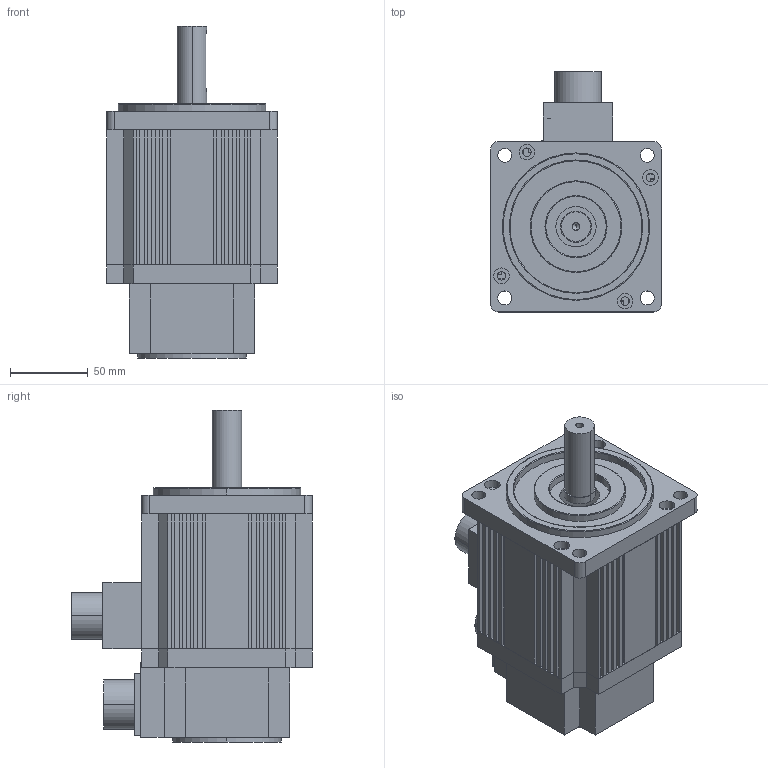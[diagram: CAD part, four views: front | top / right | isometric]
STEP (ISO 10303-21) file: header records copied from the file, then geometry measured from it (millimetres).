
FILE_DESCRIPTION (( 'STEP AP203' ), '1' );
FILE_NAME ('110SFM-E02030-2B6.STEP', '2025-05-08T03:47:50', ( '¼¼Êõ03' ), ( 'HP Inc.' ), 'SwSTEP 2.0', 'SolidWorks 2020', '' );
FILE_SCHEMA (( 'CONFIG_CONTROL_DESIGN' ));
Length unit declared in the file: millimetre
Products named in the file (1): 110SFM-E02030-2B6
Bounding box: 110 x 155 x 214 mm (x, y, z)
Volume: 886875.5 mm3; surface area: 245065 mm2
Topology: 7 solids, 7 shells, 477 faces, 1207 edges, 787 vertices
Faces by surface type: plane 286, cylinder 159, torus 18, cone 14
Entity records: 14452 total; most frequent: CARTESIAN_POINT 2537, DIRECTION 2497, ORIENTED_EDGE 2386, EDGE_CURVE 1193, VECTOR 839, LINE 839, AXIS2_PLACEMENT_3D 829, VERTEX_POINT 787
